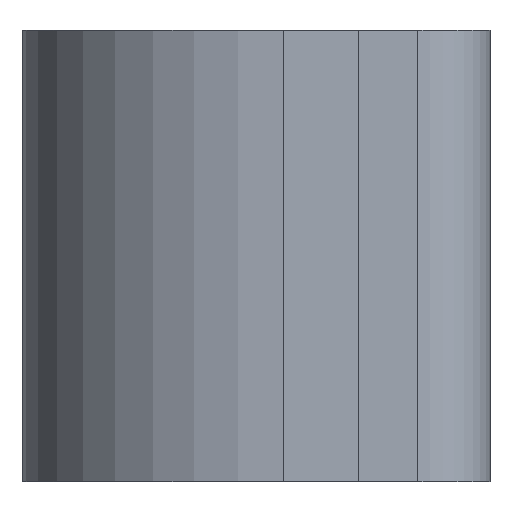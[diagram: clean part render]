
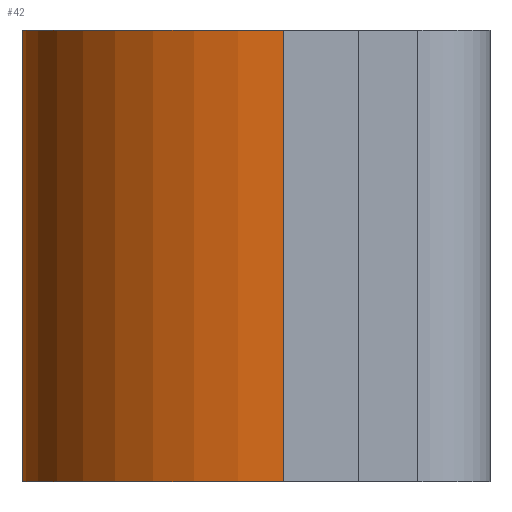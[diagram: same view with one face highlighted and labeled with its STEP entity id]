
A CAD part, left-side view. The second image highlights one B-rep face of the part: STEP entity #42.
In plain terms, the highlighted cylindrical face has radius 11.049 mm (diameter 22.098 mm), a partial arc.
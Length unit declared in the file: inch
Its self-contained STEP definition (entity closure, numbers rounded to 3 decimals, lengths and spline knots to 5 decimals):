
#1 = VERTEX_POINT ( 'NONE', #199 ) ;
#16 = VECTOR ( 'NONE', #485, 39.37008 ) ;
#19 = CARTESIAN_POINT ( 'NONE',  ( -0.44, 0.343, 0.375 ) ) ;
#29 = VERTEX_POINT ( 'NONE', #338 ) ;
#42 = ADVANCED_FACE ( 'NONE', ( #188 ), #675, .T. ) ;
#54 = VERTEX_POINT ( 'NONE', #109 ) ;
#79 = CARTESIAN_POINT ( 'NONE',  ( -0.875, 0.343, -0.375 ) ) ;
#109 = CARTESIAN_POINT ( 'NONE',  ( -1.31, 0.343, 0.375 ) ) ;
#144 = LINE ( 'NONE', #347, #703 ) ;
#149 = DIRECTION ( 'NONE',  ( 1., 0., 0. ) ) ;
#181 = EDGE_LOOP ( 'NONE', ( #816, #451, #248, #449 ) ) ;
#188 = FACE_OUTER_BOUND ( 'NONE', #181, .T. ) ;
#199 = CARTESIAN_POINT ( 'NONE',  ( -1.31, 0.343, -0.375 ) ) ;
#223 = EDGE_CURVE ( 'NONE', #54, #634, #472, .T. ) ;
#248 = ORIENTED_EDGE ( 'NONE', *, *, #223, .T. ) ;
#338 = CARTESIAN_POINT ( 'NONE',  ( -0.44, 0.343, -0.375 ) ) ;
#347 = CARTESIAN_POINT ( 'NONE',  ( -1.31, 0.343, 0.375 ) ) ;
#351 = DIRECTION ( 'NONE',  ( -1., 0., 0. ) ) ;
#356 = CARTESIAN_POINT ( 'NONE',  ( -0.875, 0.343, 0.375 ) ) ;
#416 = LINE ( 'NONE', #546, #16 ) ;
#422 = DIRECTION ( 'NONE',  ( 0., 0., -1. ) ) ;
#449 = ORIENTED_EDGE ( 'NONE', *, *, #731, .T. ) ;
#451 = ORIENTED_EDGE ( 'NONE', *, *, #556, .F. ) ;
#472 = CIRCLE ( 'NONE', #565, 0.435 ) ;
#479 = AXIS2_PLACEMENT_3D ( 'NONE', #356, #422, #351 ) ;
#485 = DIRECTION ( 'NONE',  ( 0., 0., -1. ) ) ;
#514 = AXIS2_PLACEMENT_3D ( 'NONE', #79, #540, #149 ) ;
#540 = DIRECTION ( 'NONE',  ( 0., 0., -1. ) ) ;
#546 = CARTESIAN_POINT ( 'NONE',  ( -0.44, 0.343, 0.375 ) ) ;
#556 = EDGE_CURVE ( 'NONE', #54, #1, #144, .T. ) ;
#565 = AXIS2_PLACEMENT_3D ( 'NONE', #772, #697, #583 ) ;
#583 = DIRECTION ( 'NONE',  ( 1., 0., 0. ) ) ;
#591 = EDGE_CURVE ( 'NONE', #1, #29, #809, .T. ) ;
#634 = VERTEX_POINT ( 'NONE', #19 ) ;
#675 = CYLINDRICAL_SURFACE ( 'NONE', #479, 0.435 ) ;
#697 = DIRECTION ( 'NONE',  ( 0., 0., -1. ) ) ;
#703 = VECTOR ( 'NONE', #774, 39.37008 ) ;
#731 = EDGE_CURVE ( 'NONE', #634, #29, #416, .T. ) ;
#772 = CARTESIAN_POINT ( 'NONE',  ( -0.875, 0.343, 0.375 ) ) ;
#774 = DIRECTION ( 'NONE',  ( 0., 0., -1. ) ) ;
#809 = CIRCLE ( 'NONE', #514, 0.435 ) ;
#816 = ORIENTED_EDGE ( 'NONE', *, *, #591, .F. ) ;
